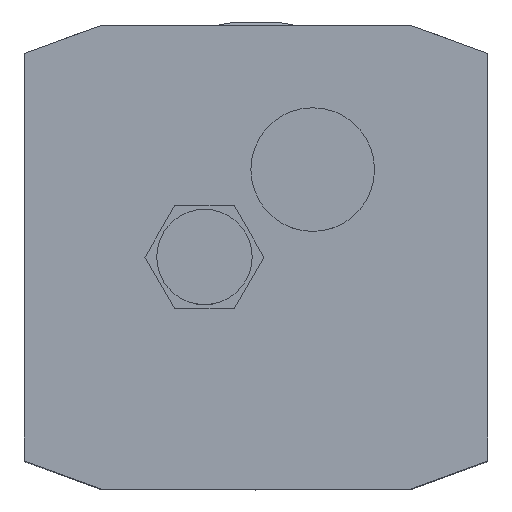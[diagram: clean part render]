
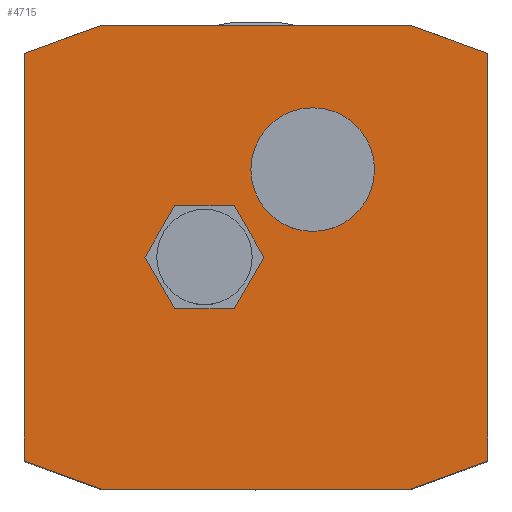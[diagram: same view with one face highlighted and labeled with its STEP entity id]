
A CAD part, top view. The second image highlights one B-rep face of the part: STEP entity #4715.
In plain terms, the highlighted planar face has unit normal (0, 0, 1).
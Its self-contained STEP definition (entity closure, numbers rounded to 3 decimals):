
#1620=CARTESIAN_POINT('',(-1.,17.0,68.0));
#1621=VERTEX_POINT('',#1620);
#1630=CARTESIAN_POINT('',(23.,17.,68.0));
#1631=VERTEX_POINT('',#1630);
#1632=CARTESIAN_POINT('',(11.0,17.0,68.0));
#1633=DIRECTION('',(0.0,0.0,-1.0));
#1634=DIRECTION('',(-1.0,0.0,0.0));
#1635=AXIS2_PLACEMENT_3D('',#1632,#1633,#1634);
#1636=CIRCLE('',#1635,12.);
#1637=EDGE_CURVE('',#1631,#1621,#1636,.T.);
#1828=CARTESIAN_POINT('',(-4.226,-10.,68.0));
#1829=VERTEX_POINT('',#1828);
#1836=CARTESIAN_POINT('',(1.547,0.,68.0));
#1837=VERTEX_POINT('',#1836);
#1838=CARTESIAN_POINT('',(1.547,0.,68.0));
#1839=DIRECTION('',(-0.5,-0.866,0.0));
#1840=VECTOR('',#1839,11.547);
#1841=LINE('',#1838,#1840);
#1842=EDGE_CURVE('',#1837,#1829,#1841,.T.);
#1866=CARTESIAN_POINT('',(-15.774,-10.,68.0));
#1867=VERTEX_POINT('',#1866);
#1874=CARTESIAN_POINT('',(-4.226,-10.,68.0));
#1875=DIRECTION('',(-1.0,0.0,0.0));
#1876=VECTOR('',#1875,11.547);
#1877=LINE('',#1874,#1876);
#1878=EDGE_CURVE('',#1829,#1867,#1877,.T.);
#1897=CARTESIAN_POINT('',(-21.547,0.,68.0));
#1898=VERTEX_POINT('',#1897);
#1905=CARTESIAN_POINT('',(-15.774,-10.,68.0));
#1906=DIRECTION('',(-0.5,0.866,0.0));
#1907=VECTOR('',#1906,11.547);
#1908=LINE('',#1905,#1907);
#1909=EDGE_CURVE('',#1867,#1898,#1908,.T.);
#1928=CARTESIAN_POINT('',(-15.774,10.,68.0));
#1929=VERTEX_POINT('',#1928);
#1936=CARTESIAN_POINT('',(-21.547,0.,68.0));
#1937=DIRECTION('',(0.5,0.866,0.0));
#1938=VECTOR('',#1937,11.547);
#1939=LINE('',#1936,#1938);
#1940=EDGE_CURVE('',#1898,#1929,#1939,.T.);
#1959=CARTESIAN_POINT('',(-4.226,10.,68.0));
#1960=VERTEX_POINT('',#1959);
#1967=CARTESIAN_POINT('',(-15.774,10.,68.0));
#1968=DIRECTION('',(1.0,0.0,0.0));
#1969=VECTOR('',#1968,11.547);
#1970=LINE('',#1967,#1969);
#1971=EDGE_CURVE('',#1929,#1960,#1970,.T.);
#1989=CARTESIAN_POINT('',(-4.226,10.,68.0));
#1990=DIRECTION('',(0.5,-0.866,0.0));
#1991=VECTOR('',#1990,11.547);
#1992=LINE('',#1989,#1991);
#1993=EDGE_CURVE('',#1960,#1837,#1992,.T.);
#2031=CARTESIAN_POINT('',(11.0,17.0,68.0));
#2032=DIRECTION('',(0.0,0.0,-1.0));
#2033=DIRECTION('',(-1.0,0.0,0.0));
#2034=AXIS2_PLACEMENT_3D('',#2031,#2032,#2033);
#2035=CIRCLE('',#2034,12.);
#2036=EDGE_CURVE('',#1621,#1631,#2035,.T.);
#2561=CARTESIAN_POINT('',(30.,-45.,68.0));
#2562=VERTEX_POINT('',#2561);
#2569=CARTESIAN_POINT('',(-30.,-45.,68.0));
#2570=VERTEX_POINT('',#2569);
#2571=CARTESIAN_POINT('',(30.,-45.,68.0));
#2572=DIRECTION('',(-1.0,0.0,0.0));
#2573=VECTOR('',#2572,60.);
#2574=LINE('',#2571,#2573);
#2575=EDGE_CURVE('',#2562,#2570,#2574,.T.);
#2603=CARTESIAN_POINT('',(45.0,-39.54,68.0));
#2604=VERTEX_POINT('',#2603);
#2611=CARTESIAN_POINT('',(45.0,-39.54,68.0));
#2612=DIRECTION('',(-0.94,-0.342,0.0));
#2613=VECTOR('',#2612,15.963);
#2614=LINE('',#2611,#2613);
#2615=EDGE_CURVE('',#2604,#2562,#2614,.T.);
#3129=CARTESIAN_POINT('',(-30.,45.,68.0));
#3130=VERTEX_POINT('',#3129);
#3137=CARTESIAN_POINT('',(30.,45.,68.0));
#3138=VERTEX_POINT('',#3137);
#3139=CARTESIAN_POINT('',(-30.,45.,68.0));
#3140=DIRECTION('',(1.0,0.0,0.0));
#3141=VECTOR('',#3140,60.);
#3142=LINE('',#3139,#3141);
#3143=EDGE_CURVE('',#3130,#3138,#3142,.T.);
#3171=CARTESIAN_POINT('',(-45.0,39.54,68.0));
#3172=VERTEX_POINT('',#3171);
#3179=CARTESIAN_POINT('',(-45.0,39.54,68.0));
#3180=DIRECTION('',(0.94,0.342,0.0));
#3181=VECTOR('',#3180,15.963);
#3182=LINE('',#3179,#3181);
#3183=EDGE_CURVE('',#3172,#3130,#3182,.T.);
#4563=CARTESIAN_POINT('',(-45.0,-39.54,68.0));
#4564=VERTEX_POINT('',#4563);
#4565=CARTESIAN_POINT('',(-30.,-45.,68.0));
#4566=DIRECTION('',(-0.94,0.342,0.0));
#4567=VECTOR('',#4566,15.963);
#4568=LINE('',#4565,#4567);
#4569=EDGE_CURVE('',#2570,#4564,#4568,.T.);
#4589=CARTESIAN_POINT('',(-45.0,-39.54,68.0));
#4590=DIRECTION('',(0.0,1.0,0.0));
#4591=VECTOR('',#4590,79.081);
#4592=LINE('',#4589,#4591);
#4593=EDGE_CURVE('',#4564,#3172,#4592,.T.);
#4629=CARTESIAN_POINT('',(45.0,39.54,68.0));
#4630=VERTEX_POINT('',#4629);
#4631=CARTESIAN_POINT('',(30.,45.,68.0));
#4632=DIRECTION('',(0.94,-0.342,0.0));
#4633=VECTOR('',#4632,15.963);
#4634=LINE('',#4631,#4633);
#4635=EDGE_CURVE('',#3138,#4630,#4634,.T.);
#4655=CARTESIAN_POINT('',(45.0,39.54,68.0));
#4656=DIRECTION('',(0.0,-1.0,0.0));
#4657=VECTOR('',#4656,79.081);
#4658=LINE('',#4655,#4657);
#4659=EDGE_CURVE('',#4630,#2604,#4658,.T.);
#4688=CARTESIAN_POINT('',(0.,0.,68.0));
#4689=DIRECTION('',(0.0,0.0,1.0));
#4690=DIRECTION('',(1.0,0.0,0.0));
#4691=AXIS2_PLACEMENT_3D('',#4688,#4689,#4690);
#4692=PLANE('',#4691);
#4693=ORIENTED_EDGE('',*,*,#4569,.F.);
#4694=ORIENTED_EDGE('',*,*,#2575,.F.);
#4695=ORIENTED_EDGE('',*,*,#2615,.F.);
#4696=ORIENTED_EDGE('',*,*,#4659,.F.);
#4697=ORIENTED_EDGE('',*,*,#4635,.F.);
#4698=ORIENTED_EDGE('',*,*,#3143,.F.);
#4699=ORIENTED_EDGE('',*,*,#3183,.F.);
#4700=ORIENTED_EDGE('',*,*,#4593,.F.);
#4701=EDGE_LOOP('',(#4693,#4694,#4695,#4696,#4697,#4698,#4699,#4700));
#4702=FACE_OUTER_BOUND('',#4701,.T.);
#4703=ORIENTED_EDGE('',*,*,#1842,.T.);
#4704=ORIENTED_EDGE('',*,*,#1878,.T.);
#4705=ORIENTED_EDGE('',*,*,#1909,.T.);
#4706=ORIENTED_EDGE('',*,*,#1940,.T.);
#4707=ORIENTED_EDGE('',*,*,#1971,.T.);
#4708=ORIENTED_EDGE('',*,*,#1993,.T.);
#4709=EDGE_LOOP('',(#4703,#4704,#4705,#4706,#4707,#4708));
#4710=FACE_BOUND('',#4709,.T.);
#4711=ORIENTED_EDGE('',*,*,#1637,.T.);
#4712=ORIENTED_EDGE('',*,*,#2036,.T.);
#4713=EDGE_LOOP('',(#4711,#4712));
#4714=FACE_BOUND('',#4713,.T.);
#4715=ADVANCED_FACE('',(#4702,#4710,#4714),#4692,.T.);
